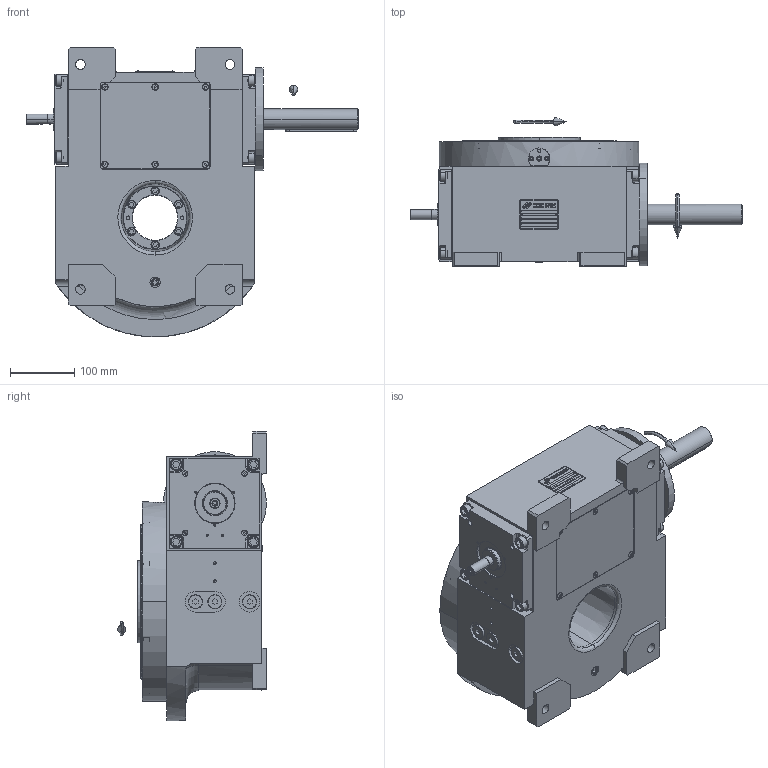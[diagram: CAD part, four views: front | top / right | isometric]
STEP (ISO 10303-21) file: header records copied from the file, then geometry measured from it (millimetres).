
FILE_DESCRIPTION (( 'STEP AP214' ), '1' );
FILE_NAME ('PC5200398.step', '2024-06-17T10:00:17', ( '' ), ( '' ), 'SwSTEP 2.0', 'SolidWorks 2020', '' );
FILE_SCHEMA (( 'AUTOMOTIVE_DESIGN' ));
Length unit declared in the file: millimetre
Products named in the file (84): CFN2223_02_003.stp; olio_agip_blasia_150; AS_rig09_002_bl_008; CFN2010_02_002.stp; RIG09_005_AF0.stp; cfn2000_01_081; cfn2000_01_099; cfn2104_01_018; rig09_002_bl_008; cfn2151_01_115; cfn2107_01_001; rig09_071_8_m.stp; CFN2155_01_195.stp; cfn2000_01_161; rig09_016; rig09_007_master; PC5200398; rig09_004; cfn2276_01_056; rig09_003_8; CFN2203_02_002.stp; cfn2003_01_054; cfn2115_02_057; cfn2128_04_002; cfn2155_01_196; rig09_017; cfn2000_01_126; CFN2104_02_018.stp; cfn2128_19_002; rig09_001_a; AS_rig09_004; 900_38_30_003; cfn2070_05_009; cfn2476_01_002_60x46; RIG09_005_ASM.stp; cfn2205_01_015; RIG09_021_AF0.stp; CFN2223_02_004.stp; AS_cfn2476_01_002_60x46; freccia_angolare ...
Assembly tree (72 placements, depth 5):
  CFN2223_02_003.stp
  olio_agip_blasia_150
  cfn2151_01_115
  rig09_007_master
  PC5200398
    rig09_001_a
    AS_cfn2476_01_002_60x46
      cfn2476_01_002_60x46
      cfn2107_01_001
      cfn2107_01_001
    AS_rig09_071_8_m
      rig09_071_8_m.stp
        RIG09_005_ASM.stp
          RIG09_005_AF0.stp
          RIG09_021_AF0.stp
          CFN2000_01_185.stp
          CFN2000_01_185.stp
          CFN2104_02_018.stp
        CFN2155_01_195.stp
        CFN2010_02_002.stp
      rig09_003_8
      cfn2000_01_099
      cfn2000_01_099
      cfn2000_01_099
      cfn2000_01_099
      cfn2000_01_099
      cfn2000_01_099
      cfn2000_01_099
      cfn2000_01_099
      cfn2104_01_018  x2
    AS_rig09_017
      rig09_017
      cfn2000_01_126
      cfn2000_01_126
      cfn2000_01_126
      cfn2000_01_126
      cfn2000_01_126
      cfn2000_01_126
      cfn2155_01_196
    AS_rig09_004
      rig09_004
      cfn2000_01_081
      cfn2155_01_095
      cfn2070_05_009
      cfn2000_01_081
      cfn2000_01_081
      cfn2000_01_081
    AS_rig09_004
      rig09_004
      cfn2000_01_081
      cfn2155_01_095
      cfn2070_05_009
      cfn2000_01_081
      cfn2000_01_081
      cfn2000_01_081
    AS_rig09_002_bl_008
      rig09_002_bl_008
      cfn2115_02_145
    rig09_010_s_001
    cfn2128_04_002  x3
Bounding box: 515.5 x 231 x 450 mm (x, y, z)
Volume: 5004717.9 mm3; surface area: 1277924.1 mm2
Topology: 63 solids, 63 shells, 2000 faces, 4926 edges, 3161 vertices
Faces by surface type: plane 1030, cylinder 635, cone 302, torus 27, sphere 4, bspline 2
Entity records: 64030 total; most frequent: CARTESIAN_POINT 13771, DIRECTION 9973, ORIENTED_EDGE 9532, EDGE_CURVE 4766, AXIS2_PLACEMENT_3D 3430, VECTOR 3113, LINE 3113, VERTEX_POINT 3100
